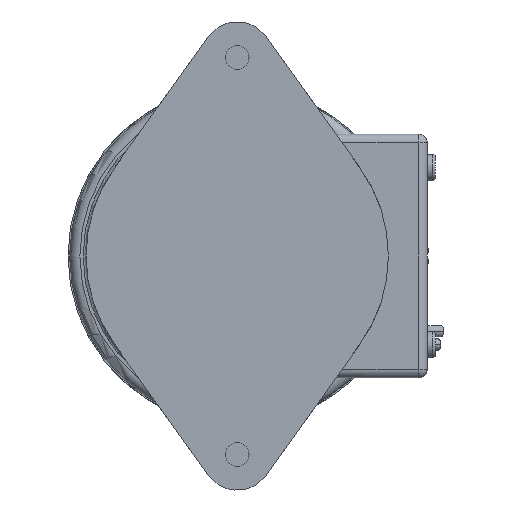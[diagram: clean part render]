
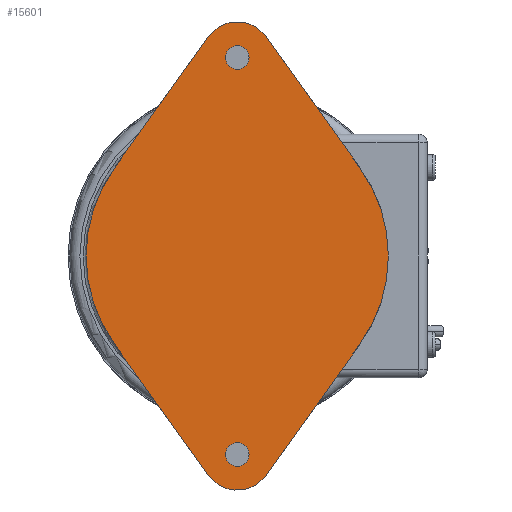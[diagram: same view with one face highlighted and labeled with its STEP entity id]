
A CAD part, front view. The second image highlights one B-rep face of the part: STEP entity #15601.
In plain terms, the highlighted planar face has unit normal (0, -1, 0).
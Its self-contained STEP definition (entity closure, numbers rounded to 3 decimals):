
#4839=CARTESIAN_POINT('',(0.,-53.848,0.));
#4840=DIRECTION('',(0.,-1.,0.));
#4841=DIRECTION('',(1.,0.,0.));
#4842=AXIS2_PLACEMENT_3D('',#4839,#4840,#4841);
#4844=CARTESIAN_POINT('',(0.,-53.848,0.));
#4845=DIRECTION('',(0.,-1.,0.));
#4846=DIRECTION('',(-0.813,0.,0.582));
#4847=AXIS2_PLACEMENT_3D('',#4844,#4845,#4846);
#4872=CARTESIAN_POINT('',(0.,-53.848,0.));
#4873=DIRECTION('',(0.,1.,0.));
#4874=DIRECTION('',(-0.813,0.,-0.582));
#4875=AXIS2_PLACEMENT_3D('',#4872,#4873,#4874);
#4877=CARTESIAN_POINT('',(0.,-53.848,0.));
#4878=DIRECTION('',(0.,1.,0.));
#4879=DIRECTION('',(1.,0.,0.));
#4880=AXIS2_PLACEMENT_3D('',#4877,#4878,#4879);
#5087=DIRECTION('',(-0.582,0.,-0.813));
#5088=VECTOR('',#5087,27.777);
#5089=CARTESIAN_POINT('',(-4.957,-53.848,37.712));
#5090=LINE('',#5089,#5088);
#5091=CARTESIAN_POINT('',(0.,-53.848,34.163));
#5092=DIRECTION('',(0.,-1.,0.));
#5093=DIRECTION('',(0.813,0.,0.582));
#5094=AXIS2_PLACEMENT_3D('',#5091,#5092,#5093);
#5096=DIRECTION('',(-0.582,0.,0.813));
#5097=VECTOR('',#5096,27.777);
#5098=CARTESIAN_POINT('',(21.127,-53.848,15.127));
#5099=LINE('',#5098,#5097);
#5100=DIRECTION('',(0.582,0.,0.813));
#5101=VECTOR('',#5100,27.777);
#5102=CARTESIAN_POINT('',(4.957,-53.848,-37.712));
#5103=LINE('',#5102,#5101);
#5104=CARTESIAN_POINT('',(0.,-53.848,-34.163));
#5105=DIRECTION('',(0.,-1.,0.));
#5106=DIRECTION('',(-0.813,0.,-0.582));
#5107=AXIS2_PLACEMENT_3D('',#5104,#5105,#5106);
#5109=DIRECTION('',(0.582,0.,-0.813));
#5110=VECTOR('',#5109,27.777);
#5111=CARTESIAN_POINT('',(-21.127,-53.848,-15.127));
#5112=LINE('',#5111,#5110);
#5113=CARTESIAN_POINT('',(0.,-53.848,34.138));
#5114=DIRECTION('',(0.,-1.,0.));
#5115=DIRECTION('',(0.,0.,-1.));
#5116=AXIS2_PLACEMENT_3D('',#5113,#5114,#5115);
#5118=CARTESIAN_POINT('',(0.,-53.848,34.138));
#5119=DIRECTION('',(0.,-1.,0.));
#5120=DIRECTION('',(0.,0.,1.));
#5121=AXIS2_PLACEMENT_3D('',#5118,#5119,#5120);
#5123=CARTESIAN_POINT('',(0.,-53.848,-34.138));
#5124=DIRECTION('',(0.,-1.,0.));
#5125=DIRECTION('',(0.,0.,-1.));
#5126=AXIS2_PLACEMENT_3D('',#5123,#5124,#5125);
#5128=CARTESIAN_POINT('',(0.,-53.848,-34.138));
#5129=DIRECTION('',(0.,-1.,0.));
#5130=DIRECTION('',(0.,0.,1.));
#5131=AXIS2_PLACEMENT_3D('',#5128,#5129,#5130);
#10299=CARTESIAN_POINT('',(-4.957,-53.848,-37.712));
#10300=CARTESIAN_POINT('',(4.957,-53.848,-37.712));
#10301=VERTEX_POINT('',#10299);
#10302=VERTEX_POINT('',#10300);
#10307=CARTESIAN_POINT('',(25.984,-53.848,0.));
#10308=CARTESIAN_POINT('',(21.127,-53.848,15.127));
#10309=VERTEX_POINT('',#10307);
#10310=VERTEX_POINT('',#10308);
#10311=CARTESIAN_POINT('',(-21.127,-53.848,15.127));
#10312=CARTESIAN_POINT('',(-25.984,-53.848,0.));
#10313=VERTEX_POINT('',#10311);
#10314=VERTEX_POINT('',#10312);
#10315=CARTESIAN_POINT('',(21.127,-53.848,-15.127));
#10316=VERTEX_POINT('',#10315);
#10317=CARTESIAN_POINT('',(-21.127,-53.848,-15.127));
#10318=VERTEX_POINT('',#10317);
#10932=CARTESIAN_POINT('',(4.957,-53.848,37.712));
#10933=CARTESIAN_POINT('',(-4.957,-53.848,37.712));
#10934=VERTEX_POINT('',#10932);
#10935=VERTEX_POINT('',#10933);
#11093=CARTESIAN_POINT('',(0.,-53.848,32.106));
#11094=CARTESIAN_POINT('',(0.,-53.848,36.17));
#11095=VERTEX_POINT('',#11093);
#11096=VERTEX_POINT('',#11094);
#11097=CARTESIAN_POINT('',(0.,-53.848,-36.17));
#11098=CARTESIAN_POINT('',(0.,-53.848,-32.106));
#11099=VERTEX_POINT('',#11097);
#11100=VERTEX_POINT('',#11098);
#15566=CARTESIAN_POINT('',(0.,-53.848,0.));
#15567=DIRECTION('',(0.,-1.,0.));
#15568=DIRECTION('',(-1.,0.,0.));
#15569=AXIS2_PLACEMENT_3D('',#15566,#15567,#15568);
#15570=PLANE('',#15569);
#15571=ORIENTED_EDGE('',*,*,#15311,.F.);
#15573=ORIENTED_EDGE('',*,*,#15572,.F.);
#15575=ORIENTED_EDGE('',*,*,#15574,.F.);
#15577=ORIENTED_EDGE('',*,*,#15576,.F.);
#15578=ORIENTED_EDGE('',*,*,#15303,.F.);
#15579=ORIENTED_EDGE('',*,*,#15340,.T.);
#15581=ORIENTED_EDGE('',*,*,#15580,.F.);
#15583=ORIENTED_EDGE('',*,*,#15582,.F.);
#15585=ORIENTED_EDGE('',*,*,#15584,.F.);
#15586=ORIENTED_EDGE('',*,*,#15332,.T.);
#15587=EDGE_LOOP('',(#15571,#15573,#15575,#15577,#15578,#15579,#15581,#15583,
#15585,#15586));
#15588=FACE_OUTER_BOUND('',#15587,.F.);
#15590=ORIENTED_EDGE('',*,*,#15589,.T.);
#15592=ORIENTED_EDGE('',*,*,#15591,.T.);
#15593=EDGE_LOOP('',(#15590,#15592));
#15594=FACE_BOUND('',#15593,.F.);
#15596=ORIENTED_EDGE('',*,*,#15595,.T.);
#15598=ORIENTED_EDGE('',*,*,#15597,.T.);
#15599=EDGE_LOOP('',(#15596,#15598));
#15600=FACE_BOUND('',#15599,.F.);
#4843=CIRCLE('',#4842,25.984);
#4848=CIRCLE('',#4847,25.984);
#4876=CIRCLE('',#4875,25.984);
#4881=CIRCLE('',#4880,25.984);
#5095=CIRCLE('',#5094,6.096);
#5108=CIRCLE('',#5107,6.096);
#5117=CIRCLE('',#5116,2.032);
#5122=CIRCLE('',#5121,2.032);
#5127=CIRCLE('',#5126,2.032);
#5132=CIRCLE('',#5131,2.032);
#15303=EDGE_CURVE('',#10309,#10310,#4843,.T.);
#15311=EDGE_CURVE('',#10313,#10314,#4848,.T.);
#15332=EDGE_CURVE('',#10318,#10314,#4876,.T.);
#15340=EDGE_CURVE('',#10309,#10316,#4881,.T.);
#15572=EDGE_CURVE('',#10935,#10313,#5090,.T.);
#15574=EDGE_CURVE('',#10934,#10935,#5095,.T.);
#15576=EDGE_CURVE('',#10310,#10934,#5099,.T.);
#15580=EDGE_CURVE('',#10302,#10316,#5103,.T.);
#15582=EDGE_CURVE('',#10301,#10302,#5108,.T.);
#15584=EDGE_CURVE('',#10318,#10301,#5112,.T.);
#15589=EDGE_CURVE('',#11095,#11096,#5117,.T.);
#15591=EDGE_CURVE('',#11096,#11095,#5122,.T.);
#15595=EDGE_CURVE('',#11099,#11100,#5127,.T.);
#15597=EDGE_CURVE('',#11100,#11099,#5132,.T.);
#15601=ADVANCED_FACE('',(#15588,#15594,#15600),#15570,.T.);
